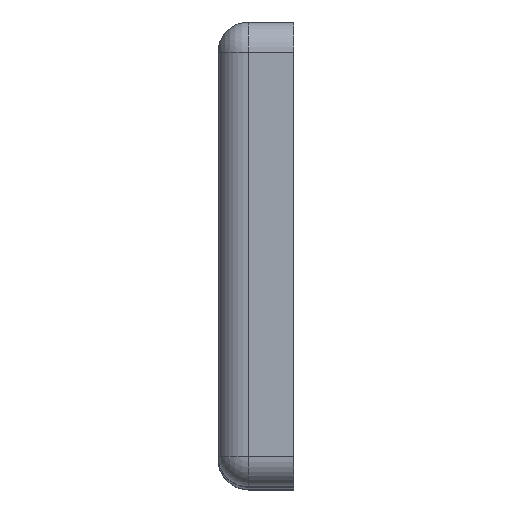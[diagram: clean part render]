
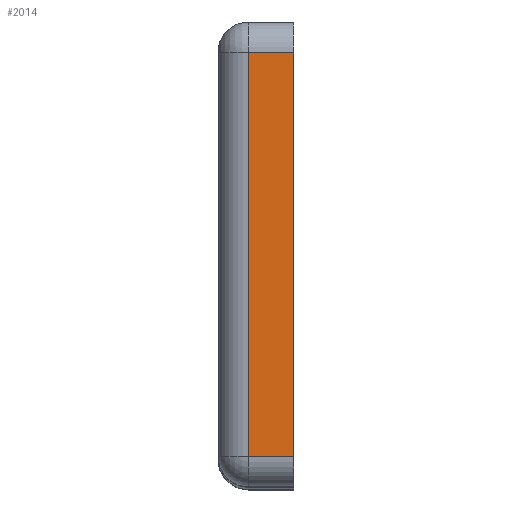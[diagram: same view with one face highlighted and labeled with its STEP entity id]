
A CAD part, top view. The second image highlights one B-rep face of the part: STEP entity #2014.
In plain terms, the highlighted face is planar.
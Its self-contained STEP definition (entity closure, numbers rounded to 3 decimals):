
#97 = AXIS2_PLACEMENT_3D ( 'NONE', #1867, #1361, #1523 ) ;
#118 = CARTESIAN_POINT ( 'NONE',  ( 40., 180.5, 4.5 ) ) ;
#204 = DIRECTION ( 'NONE',  ( 0., 0., -1. ) ) ;
#315 = CARTESIAN_POINT ( 'NONE',  ( 0., 180.5, 4.5 ) ) ;
#360 = CARTESIAN_POINT ( 'NONE',  ( 40., 180.5, 4.5 ) ) ;
#363 = VERTEX_POINT ( 'NONE', #1226 ) ;
#380 = LINE ( 'NONE', #1817, #2066 ) ;
#514 = CARTESIAN_POINT ( 'NONE',  ( 4.5, 180.5, 0. ) ) ;
#532 = CARTESIAN_POINT ( 'NONE',  ( 0., 180.5, 4.5 ) ) ;
#589 = EDGE_CURVE ( 'NONE', #1409, #363, #1936, .T. ) ;
#661 = LINE ( 'NONE', #315, #1342 ) ;
#762 = DIRECTION ( 'NONE',  ( 1., 0., 0. ) ) ;
#818 = ORIENTED_EDGE ( 'NONE', *, *, #2038, .T. ) ;
#1171 = EDGE_LOOP ( 'NONE', ( #1837, #1766, #2031, #818 ) ) ;
#1226 = CARTESIAN_POINT ( 'NONE',  ( 0., 180.5, 0. ) ) ;
#1237 = PLANE ( 'NONE',  #97 ) ;
#1269 = DIRECTION ( 'NONE',  ( 0., 0., 1. ) ) ;
#1302 = CARTESIAN_POINT ( 'NONE',  ( 40., 180.5, 0. ) ) ;
#1342 = VECTOR ( 'NONE', #1269, 1000. ) ;
#1361 = DIRECTION ( 'NONE',  ( 0., 1., 0. ) ) ;
#1409 = VERTEX_POINT ( 'NONE', #1302 ) ;
#1521 = VERTEX_POINT ( 'NONE', #360 ) ;
#1523 = DIRECTION ( 'NONE',  ( 1., 0., 0. ) ) ;
#1545 = FACE_OUTER_BOUND ( 'NONE', #1171, .T. ) ;
#1553 = LINE ( 'NONE', #118, #1772 ) ;
#1674 = VECTOR ( 'NONE', #1784, 1000. ) ;
#1721 = EDGE_CURVE ( 'NONE', #363, #1890, #661, .T. ) ;
#1766 = ORIENTED_EDGE ( 'NONE', *, *, #589, .T. ) ;
#1772 = VECTOR ( 'NONE', #762, 1000. ) ;
#1784 = DIRECTION ( 'NONE',  ( -1., 0., 0. ) ) ;
#1796 = EDGE_CURVE ( 'NONE', #1521, #1409, #380, .T. ) ;
#1817 = CARTESIAN_POINT ( 'NONE',  ( 40., 180.5, -20.5 ) ) ;
#1837 = ORIENTED_EDGE ( 'NONE', *, *, #1796, .T. ) ;
#1867 = CARTESIAN_POINT ( 'NONE',  ( 40., 180.5, 4.5 ) ) ;
#1890 = VERTEX_POINT ( 'NONE', #532 ) ;
#1936 = LINE ( 'NONE', #514, #1674 ) ;
#2014 = ADVANCED_FACE ( 'NONE', ( #1545 ), #1237, .T. ) ;
#2031 = ORIENTED_EDGE ( 'NONE', *, *, #1721, .T. ) ;
#2038 = EDGE_CURVE ( 'NONE', #1890, #1521, #1553, .T. ) ;
#2066 = VECTOR ( 'NONE', #204, 1000. ) ;
